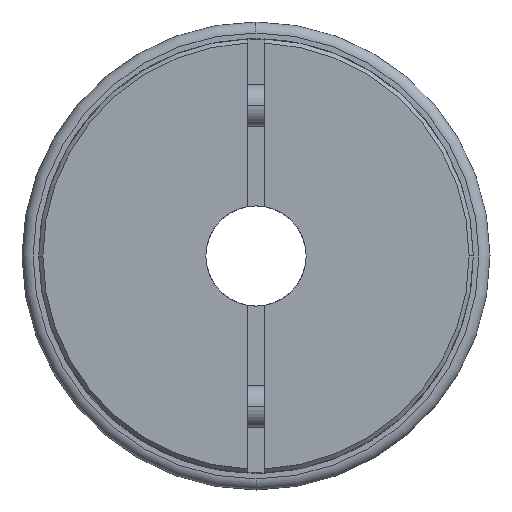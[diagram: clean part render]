
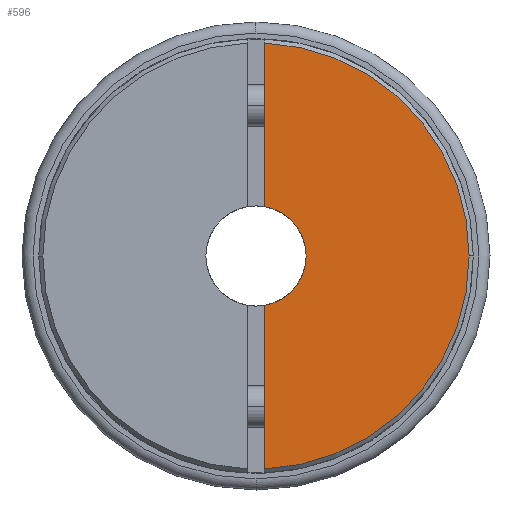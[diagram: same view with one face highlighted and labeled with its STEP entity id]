
A CAD part, left-side view. The second image highlights one B-rep face of the part: STEP entity #596.
In plain terms, the highlighted planar face has unit normal (-1, 0, 0).
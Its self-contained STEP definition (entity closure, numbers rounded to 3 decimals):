
#596=ADVANCED_FACE('',(#1318),#1319,.T.);
#1318=FACE_OUTER_BOUND('',#2169,.T.);
#1319=PLANE('',#2170);
#2169=EDGE_LOOP('',(#3918,#3919,#3920,#3921,#3922,#3923));
#2170=AXIS2_PLACEMENT_3D('',#3924,#3925,#3926);
#3918=ORIENTED_EDGE('',*,*,#5449,.T.);
#3919=ORIENTED_EDGE('',*,*,#5336,.T.);
#3920=ORIENTED_EDGE('',*,*,#5530,.T.);
#3921=ORIENTED_EDGE('',*,*,#5537,.T.);
#3922=ORIENTED_EDGE('',*,*,#5281,.F.);
#3923=ORIENTED_EDGE('',*,*,#5555,.F.);
#3924=CARTESIAN_POINT('',(0.0,-15.75,0.));
#3925=DIRECTION('',(-1.0,0.0,0.0));
#3926=DIRECTION('',(0.0,1.0,0.));
#5281=EDGE_CURVE('',#6433,#6436,#6437,.T.);
#5336=EDGE_CURVE('',#6532,#6529,#6533,.T.);
#5449=EDGE_CURVE('',#6704,#6532,#6705,.T.);
#5530=EDGE_CURVE('',#6529,#6800,#6802,.T.);
#5537=EDGE_CURVE('',#6800,#6436,#6809,.T.);
#5555=EDGE_CURVE('',#6704,#6433,#6828,.T.);
#6433=VERTEX_POINT('',#7831);
#6436=VERTEX_POINT('',#7835);
#6437=CIRCLE('',#7836,25.5);
#6529=VERTEX_POINT('',#8159);
#6532=VERTEX_POINT('',#8163);
#6533=CIRCLE('',#8164,6.0);
#6704=VERTEX_POINT('',#8666);
#6705=LINE('',#8667,#8668);
#6800=VERTEX_POINT('',#8838);
#6802=CIRCLE('',#8841,6.0);
#6809=LINE('',#8849,#8850);
#6828=CIRCLE('',#8882,25.5);
#7831=CARTESIAN_POINT('',(0.0,-25.5,0.));
#7835=CARTESIAN_POINT('',(0.,-1.0,-25.48));
#7836=AXIS2_PLACEMENT_3D('',#10068,#10069,#10070);
#8159=CARTESIAN_POINT('',(0.0,-6.0,0.));
#8163=CARTESIAN_POINT('',(0.,-1.0,5.916));
#8164=AXIS2_PLACEMENT_3D('',#10145,#10146,#10147);
#8666=CARTESIAN_POINT('',(0.,-1.,25.48));
#8667=CARTESIAN_POINT('',(0.,-1.0,-7.6));
#8668=VECTOR('',#10295,1.0);
#8838=CARTESIAN_POINT('',(0.,-1.0,-5.916));
#8841=AXIS2_PLACEMENT_3D('',#10410,#10411,#10412);
#8849=CARTESIAN_POINT('',(0.,-1.0,-7.6));
#8850=VECTOR('',#10420,1.0);
#8882=AXIS2_PLACEMENT_3D('',#10434,#10435,#10436);
#10068=CARTESIAN_POINT('',(0.0,0.0,0.0));
#10069=DIRECTION('',(1.0,0.0,0.0));
#10070=DIRECTION('',(0.0,-1.0,0.));
#10145=CARTESIAN_POINT('',(0.0,0.0,0.0));
#10146=DIRECTION('',(1.0,0.0,0.0));
#10147=DIRECTION('',(0.0,-1.0,0.));
#10295=DIRECTION('',(-0.0,0.,-1.0));
#10410=CARTESIAN_POINT('',(0.0,0.0,0.0));
#10411=DIRECTION('',(1.0,0.0,0.0));
#10412=DIRECTION('',(0.0,-1.0,0.));
#10420=DIRECTION('',(-0.0,0.,-1.0));
#10434=CARTESIAN_POINT('',(0.0,0.0,0.0));
#10435=DIRECTION('',(1.0,0.0,0.0));
#10436=DIRECTION('',(0.0,-1.0,0.));
